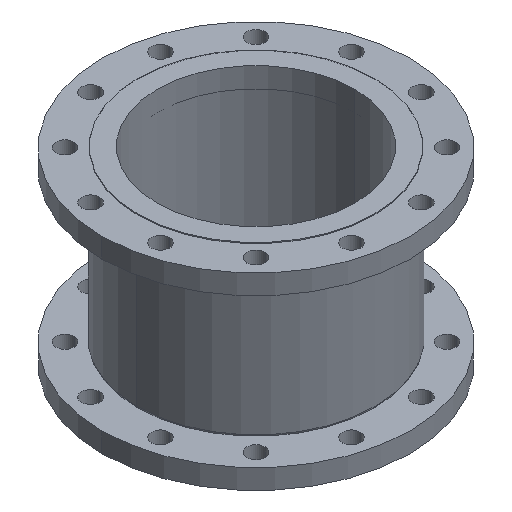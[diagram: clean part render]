
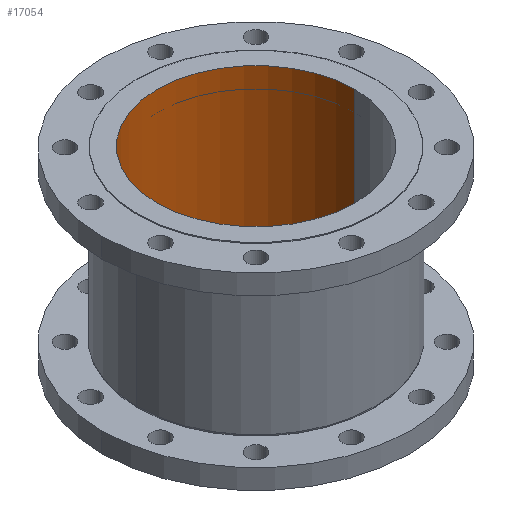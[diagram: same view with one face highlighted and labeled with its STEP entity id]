
A CAD part, isometric view. The second image highlights one B-rep face of the part: STEP entity #17054.
In plain terms, the highlighted cylindrical face has radius 129.75 mm (diameter 259.5 mm), a partial arc.
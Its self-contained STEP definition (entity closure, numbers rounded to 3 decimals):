
#280 = EDGE_CURVE ( 'NONE', #19970, #25422, #6368, .T. ) ;
#1407 = CYLINDRICAL_SURFACE ( 'NONE', #26555, 129.75 ) ;
#1559 = FACE_OUTER_BOUND ( 'NONE', #17319, .T. ) ;
#2066 = CARTESIAN_POINT ( 'NONE',  ( -129.75, 0., -250. ) ) ;
#2185 = ORIENTED_EDGE ( 'NONE', *, *, #22620, .F. ) ;
#3009 = CIRCLE ( 'NONE', #26150, 129.75 ) ;
#5276 = CARTESIAN_POINT ( 'NONE',  ( 129.75, 0., -250. ) ) ;
#5749 = ORIENTED_EDGE ( 'NONE', *, *, #280, .T. ) ;
#6034 = CARTESIAN_POINT ( 'NONE',  ( 0., 0., -250. ) ) ;
#6330 = DIRECTION ( 'NONE',  ( 0., 0., 1. ) ) ;
#6368 = CIRCLE ( 'NONE', #26207, 129.75 ) ;
#6677 = LINE ( 'NONE', #11268, #11385 ) ;
#7777 = EDGE_CURVE ( 'NONE', #17950, #15029, #3009, .T. ) ;
#7833 = CARTESIAN_POINT ( 'NONE',  ( -129.75, 0., 10.973 ) ) ;
#8344 = ORIENTED_EDGE ( 'NONE', *, *, #20414, .T. ) ;
#9548 = VECTOR ( 'NONE', #18641, 1000. ) ;
#11268 = CARTESIAN_POINT ( 'NONE',  ( 129.75, 0., 10.973 ) ) ;
#11385 = VECTOR ( 'NONE', #18469, 1000. ) ;
#12679 = DIRECTION ( 'NONE',  ( 0., 0., 1. ) ) ;
#12833 = CARTESIAN_POINT ( 'NONE',  ( 0., 0., 10.973 ) ) ;
#15029 = VERTEX_POINT ( 'NONE', #2066 ) ;
#17054 = ADVANCED_FACE ( 'NONE', ( #1559 ), #1407, .F. ) ;
#17319 = EDGE_LOOP ( 'NONE', ( #2185, #23728, #8344, #5749 ) ) ;
#17328 = DIRECTION ( 'NONE',  ( 0., 0., 1. ) ) ;
#17950 = VERTEX_POINT ( 'NONE', #5276 ) ;
#18469 = DIRECTION ( 'NONE',  ( 0., 0., 1. ) ) ;
#18641 = DIRECTION ( 'NONE',  ( 0., 0., 1. ) ) ;
#19970 = VERTEX_POINT ( 'NONE', #26390 ) ;
#20414 = EDGE_CURVE ( 'NONE', #17950, #19970, #6677, .T. ) ;
#22573 = CARTESIAN_POINT ( 'NONE',  ( -129.75, 0., 0. ) ) ;
#22620 = EDGE_CURVE ( 'NONE', #15029, #25422, #27942, .T. ) ;
#23728 = ORIENTED_EDGE ( 'NONE', *, *, #7777, .F. ) ;
#25422 = VERTEX_POINT ( 'NONE', #22573 ) ;
#26150 = AXIS2_PLACEMENT_3D ( 'NONE', #6034, #6330, #28956 ) ;
#26207 = AXIS2_PLACEMENT_3D ( 'NONE', #26634, #17328, #28409 ) ;
#26390 = CARTESIAN_POINT ( 'NONE',  ( 129.75, 0., 0. ) ) ;
#26555 = AXIS2_PLACEMENT_3D ( 'NONE', #12833, #12679, #28339 ) ;
#26634 = CARTESIAN_POINT ( 'NONE',  ( 0., 0., 0. ) ) ;
#27942 = LINE ( 'NONE', #7833, #9548 ) ;
#28339 = DIRECTION ( 'NONE',  ( 1., 0., 0. ) ) ;
#28409 = DIRECTION ( 'NONE',  ( 1., 0., 0. ) ) ;
#28956 = DIRECTION ( 'NONE',  ( 1., 0., 0. ) ) ;
